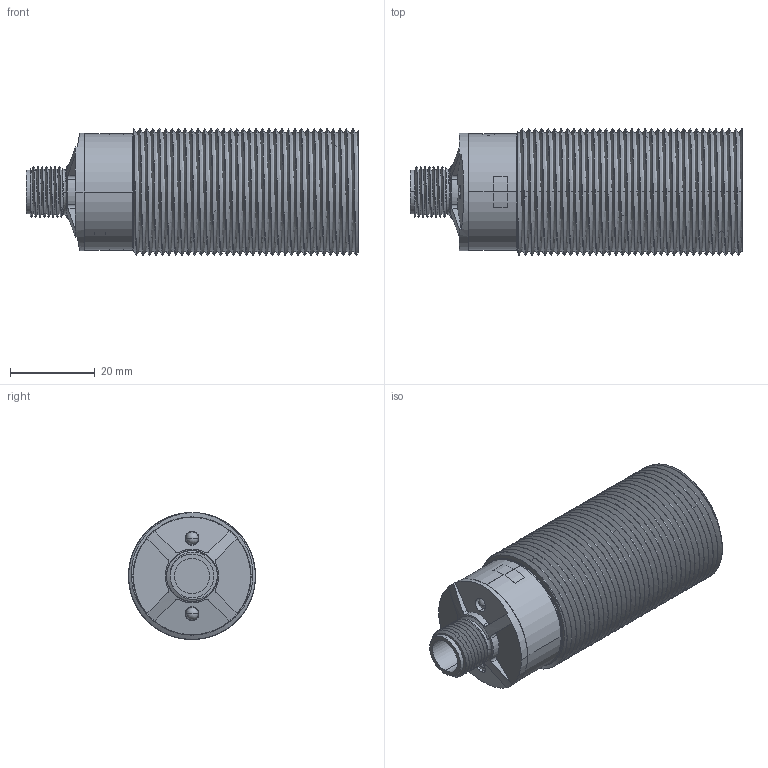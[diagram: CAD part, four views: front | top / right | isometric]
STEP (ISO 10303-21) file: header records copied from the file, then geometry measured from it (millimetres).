
FILE_DESCRIPTION((''),'2;1');
FILE_NAME('156673_ASM','2016-04-07T',('PDMAdmin'),(''),'PRO/ENGINEER BY PARAMETRIC TECHNOLOGY CORPORATION, 2013230','PRO/ENGINEER BY PARAMETRIC TECHNOLOGY CORPORATION, 2013230','');
FILE_SCHEMA(('CONFIG_CONTROL_DESIGN'));
Length unit declared in the file: inch
Products named in the file (12): 32435; 31783; 31786; 31788; 31787; 31912_ASM; 33115_AF0; 28554; 28557; 08427_AF0; 32394_WEB_LABEL; 156673_ASM
Assembly tree (11 placements, depth 3):
  156673_ASM
    32435
    31912_ASM
      31783
      31786
      31788
      31787
    33115_AF0
    28554
    28557
    08427_AF0
    32394_WEB_LABEL
Bounding box: 78.37 x 29.97 x 29.97 mm (x, y, z)
Volume: 17260 mm3; surface area: 41354.7 mm2
Topology: 10 solids, 12 shells, 660 faces, 1721 edges, 1117 vertices
Faces by surface type: plane 353, cylinder 230, bspline 31, cone 24, torus 14, sphere 8
Entity records: 32544 total; most frequent: CARTESIAN_POINT 16380, ORIENTED_EDGE 3422, DIRECTION 3109, EDGE_CURVE 1713, VERTEX_POINT 1117, AXIS2_PLACEMENT_3D 1049, VECTOR 1011, LINE 1011
